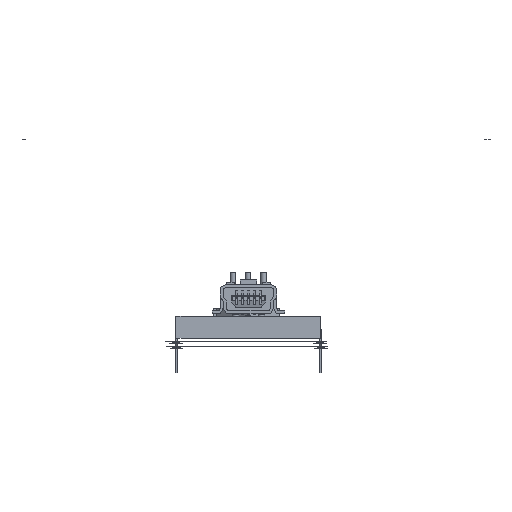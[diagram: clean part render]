
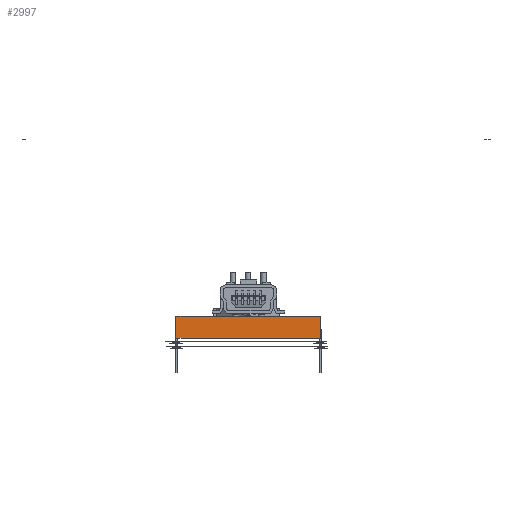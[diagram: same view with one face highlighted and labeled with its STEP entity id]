
A CAD part, front view. The second image highlights one B-rep face of the part: STEP entity #2997.
In plain terms, the highlighted planar face has unit normal (0, -1, 0).
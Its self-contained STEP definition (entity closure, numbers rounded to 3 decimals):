
#2997=ADVANCED_FACE('',(#17089),#17091,.T.);
#17089=FACE_BOUND('',#17090,.T.);
#17090=EDGE_LOOP('',(#29166,#29167,#29168,#29169));
#17091=PLANE('',#17092);
#17092=AXIS2_PLACEMENT_3D('',#17093,#17094,#17095);
#17093=CARTESIAN_POINT('',(-9.,-21.791,1.518));
#17094=DIRECTION('',(0.,-1.,0.));
#17095=DIRECTION('',(1.,0.,0.));
#29166=ORIENTED_EDGE('',*,*,#36864,.F.);
#29167=ORIENTED_EDGE('',*,*,#36865,.F.);
#29168=ORIENTED_EDGE('',*,*,#36774,.F.);
#29169=ORIENTED_EDGE('',*,*,#36866,.T.);
#36774=EDGE_CURVE('',#40643,#40645,#40646,.T.);
#36864=EDGE_CURVE('',#40824,#40825,#40826,.T.);
#36865=EDGE_CURVE('',#40645,#40824,#40827,.T.);
#36866=EDGE_CURVE('',#40643,#40825,#40828,.T.);
#40643=VERTEX_POINT('',#47725);
#40645=VERTEX_POINT('',#47729);
#40646=LINE('',#47730,#47731);
#40824=VERTEX_POINT('',#48088);
#40825=VERTEX_POINT('',#48089);
#40826=LINE('',#48090,#48091);
#40827=LINE('',#48093,#48094);
#40828=LINE('',#48096,#48097);
#47725=CARTESIAN_POINT('',(-9.8,-21.791,0.518));
#47729=CARTESIAN_POINT('',(-9.8,-21.791,3.518));
#47730=CARTESIAN_POINT('',(-9.8,-21.791,0.518));
#47731=VECTOR('',#47732,1.);
#47732=DIRECTION('',(0.,0.,1.));
#48088=CARTESIAN_POINT('',(9.9,-21.791,3.518));
#48089=CARTESIAN_POINT('',(9.9,-21.791,0.518));
#48090=CARTESIAN_POINT('',(9.9,-21.791,3.518));
#48091=VECTOR('',#48092,1.);
#48092=DIRECTION('',(0.,0.,-1.));
#48093=CARTESIAN_POINT('',(-9.8,-21.791,3.518));
#48094=VECTOR('',#48095,1.);
#48095=DIRECTION('',(1.,0.,0.));
#48096=CARTESIAN_POINT('',(-9.8,-21.791,0.518));
#48097=VECTOR('',#48098,1.);
#48098=DIRECTION('',(1.,0.,0.));
